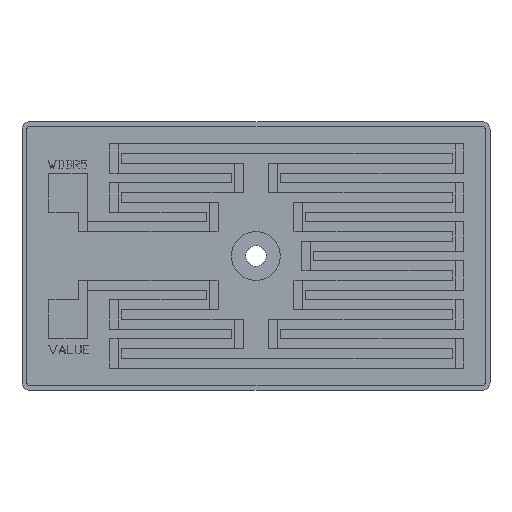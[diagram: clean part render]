
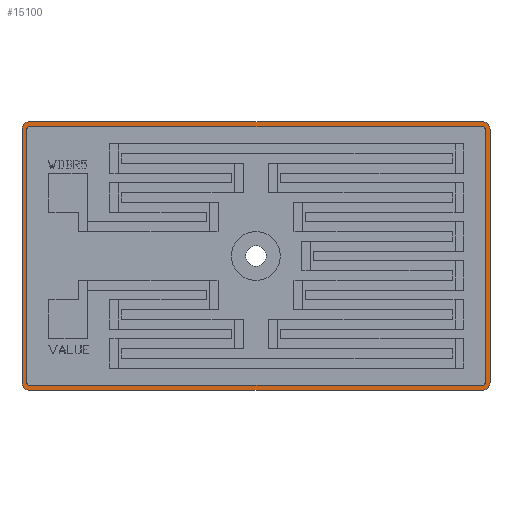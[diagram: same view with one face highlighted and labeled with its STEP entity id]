
A CAD part, top view. The second image highlights one B-rep face of the part: STEP entity #15100.
In plain terms, the highlighted planar face has unit normal (0, 0, 1).
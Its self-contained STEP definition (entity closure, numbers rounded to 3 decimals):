
#22 = ORIENTED_EDGE ( 'NONE', *, *, #2903, .T. ) ;
#416 = VERTEX_POINT ( 'NONE', #12753 ) ;
#458 = CARTESIAN_POINT ( 'NONE',  ( 63.246, 35.18, 0.9 ) ) ;
#560 = EDGE_CURVE ( 'NONE', #8334, #9165, #12329, .T. ) ;
#650 = ORIENTED_EDGE ( 'NONE', *, *, #11314, .T. ) ;
#750 = CARTESIAN_POINT ( 'NONE',  ( 65.246, 35.18, 0.9 ) ) ;
#973 = DIRECTION ( 'NONE',  ( 1., 0., 0. ) ) ;
#1132 = CARTESIAN_POINT ( 'NONE',  ( 63.246, -30.82, 0.9 ) ) ;
#1567 = VERTEX_POINT ( 'NONE', #1697 ) ;
#1599 = LINE ( 'NONE', #3739, #14249 ) ;
#1697 = CARTESIAN_POINT ( 'NONE',  ( 63.246, 35.91, 0.9 ) ) ;
#1714 = EDGE_CURVE ( 'NONE', #11035, #12811, #5064, .T. ) ;
#1977 = CIRCLE ( 'NONE', #14153, 0.73 ) ;
#2029 = EDGE_CURVE ( 'NONE', #5753, #12395, #13832, .T. ) ;
#2070 = CARTESIAN_POINT ( 'NONE',  ( -54.754, 35.18, 0.9 ) ) ;
#2183 = VECTOR ( 'NONE', #13660, 1000. ) ;
#2243 = DIRECTION ( 'NONE',  ( 1., 0., 0. ) ) ;
#2464 = CARTESIAN_POINT ( 'NONE',  ( 65.246, -30.82, 0.9 ) ) ;
#2472 = DIRECTION ( 'NONE',  ( 0., 0., 1. ) ) ;
#2588 = CARTESIAN_POINT ( 'NONE',  ( 63.246, -32.82, 0.9 ) ) ;
#2590 = VERTEX_POINT ( 'NONE', #8655 ) ;
#2600 = AXIS2_PLACEMENT_3D ( 'NONE', #458, #7696, #2876 ) ;
#2876 = DIRECTION ( 'NONE',  ( 1., 0., 0. ) ) ;
#2903 = EDGE_CURVE ( 'NONE', #416, #10413, #8529, .T. ) ;
#2978 = EDGE_LOOP ( 'NONE', ( #11916, #8055, #3499, #7887, #5673, #13341, #9066, #15016 ) ) ;
#3245 = DIRECTION ( 'NONE',  ( 0., 0., 1. ) ) ;
#3499 = ORIENTED_EDGE ( 'NONE', *, *, #560, .F. ) ;
#3522 = DIRECTION ( 'NONE',  ( 1., 0., 0. ) ) ;
#3718 = LINE ( 'NONE', #8791, #2183 ) ;
#3739 = CARTESIAN_POINT ( 'NONE',  ( -54.754, 37.18, 0.9 ) ) ;
#3835 = DIRECTION ( 'NONE',  ( -1., 0., 0. ) ) ;
#4034 = VERTEX_POINT ( 'NONE', #2588 ) ;
#4116 = VECTOR ( 'NONE', #5241, 1000. ) ;
#4585 = DIRECTION ( 'NONE',  ( 0., 0., 1. ) ) ;
#4595 = DIRECTION ( 'NONE',  ( 0., 0., 1. ) ) ;
#4701 = EDGE_CURVE ( 'NONE', #6510, #1567, #13727, .T. ) ;
#4719 = CARTESIAN_POINT ( 'NONE',  ( 63.976, 35.18, 0.9 ) ) ;
#4781 = ORIENTED_EDGE ( 'NONE', *, *, #8996, .T. ) ;
#4840 = CARTESIAN_POINT ( 'NONE',  ( 63.246, -31.55, 0.9 ) ) ;
#4862 = DIRECTION ( 'NONE',  ( 0., 0., 1. ) ) ;
#5064 = LINE ( 'NONE', #12614, #4116 ) ;
#5197 = VECTOR ( 'NONE', #5333, 1000. ) ;
#5241 = DIRECTION ( 'NONE',  ( 0., 1., 0. ) ) ;
#5333 = DIRECTION ( 'NONE',  ( 0., -1., 0. ) ) ;
#5383 = DIRECTION ( 'NONE',  ( -1., 0., 0. ) ) ;
#5407 = VECTOR ( 'NONE', #3522, 1000. ) ;
#5502 = CARTESIAN_POINT ( 'NONE',  ( -54.754, -31.55, 0.9 ) ) ;
#5673 = ORIENTED_EDGE ( 'NONE', *, *, #6284, .F. ) ;
#5684 = CARTESIAN_POINT ( 'NONE',  ( 63.246, 35.18, 0.9 ) ) ;
#5753 = VERTEX_POINT ( 'NONE', #15211 ) ;
#5889 = CARTESIAN_POINT ( 'NONE',  ( -54.754, -32.82, 0.9 ) ) ;
#6100 = EDGE_CURVE ( 'NONE', #12395, #416, #10768, .T. ) ;
#6202 = AXIS2_PLACEMENT_3D ( 'NONE', #6565, #10139, #12747 ) ;
#6284 = EDGE_CURVE ( 'NONE', #13197, #11894, #14972, .T. ) ;
#6510 = VERTEX_POINT ( 'NONE', #4719 ) ;
#6565 = CARTESIAN_POINT ( 'NONE',  ( 63.246, -30.82, 0.9 ) ) ;
#6586 = CARTESIAN_POINT ( 'NONE',  ( 63.246, 37.18, 0.9 ) ) ;
#6595 = CARTESIAN_POINT ( 'NONE',  ( 63.246, 35.18, 0.9 ) ) ;
#6644 = DIRECTION ( 'NONE',  ( 1., 0., 0. ) ) ;
#6707 = CARTESIAN_POINT ( 'NONE',  ( -54.754, 35.91, 0.9 ) ) ;
#6709 = CIRCLE ( 'NONE', #2600, 2. ) ;
#6756 = CIRCLE ( 'NONE', #12735, 0.73 ) ;
#6950 = VERTEX_POINT ( 'NONE', #9375 ) ;
#6958 = DIRECTION ( 'NONE',  ( 1., 0., 0. ) ) ;
#7020 = EDGE_CURVE ( 'NONE', #11894, #8334, #8582, .T. ) ;
#7044 = AXIS2_PLACEMENT_3D ( 'NONE', #6595, #13986, #6644 ) ;
#7210 = ORIENTED_EDGE ( 'NONE', *, *, #2029, .T. ) ;
#7266 = CIRCLE ( 'NONE', #6202, 2. ) ;
#7489 = VECTOR ( 'NONE', #13544, 1000. ) ;
#7539 = ORIENTED_EDGE ( 'NONE', *, *, #1714, .T. ) ;
#7696 = DIRECTION ( 'NONE',  ( 0., 0., 1. ) ) ;
#7798 = EDGE_CURVE ( 'NONE', #10413, #4034, #11376, .T. ) ;
#7887 = ORIENTED_EDGE ( 'NONE', *, *, #7020, .F. ) ;
#7973 = EDGE_CURVE ( 'NONE', #6950, #6510, #3718, .T. ) ;
#8039 = EDGE_LOOP ( 'NONE', ( #650, #14482, #7210, #10510, #22, #10933, #4781, #7539 ) ) ;
#8055 = ORIENTED_EDGE ( 'NONE', *, *, #11037, .F. ) ;
#8161 = CARTESIAN_POINT ( 'NONE',  ( -54.754, -32.82, 0.9 ) ) ;
#8334 = VERTEX_POINT ( 'NONE', #5502 ) ;
#8426 = EDGE_CURVE ( 'NONE', #1567, #2590, #8498, .T. ) ;
#8498 = LINE ( 'NONE', #6707, #12314 ) ;
#8529 = CIRCLE ( 'NONE', #11625, 2. ) ;
#8575 = CARTESIAN_POINT ( 'NONE',  ( -54.754, 35.18, 0.9 ) ) ;
#8582 = CIRCLE ( 'NONE', #8844, 0.73 ) ;
#8655 = CARTESIAN_POINT ( 'NONE',  ( -54.754, 35.91, 0.9 ) ) ;
#8791 = CARTESIAN_POINT ( 'NONE',  ( 63.976, 35.18, 0.9 ) ) ;
#8844 = AXIS2_PLACEMENT_3D ( 'NONE', #13094, #4595, #973 ) ;
#8996 = EDGE_CURVE ( 'NONE', #4034, #11035, #7266, .T. ) ;
#9066 = ORIENTED_EDGE ( 'NONE', *, *, #8426, .F. ) ;
#9165 = VERTEX_POINT ( 'NONE', #10592 ) ;
#9375 = CARTESIAN_POINT ( 'NONE',  ( 63.976, -30.82, 0.9 ) ) ;
#10139 = DIRECTION ( 'NONE',  ( 0., 0., 1. ) ) ;
#10229 = AXIS2_PLACEMENT_3D ( 'NONE', #8575, #2472, #10961 ) ;
#10287 = CARTESIAN_POINT ( 'NONE',  ( -55.484, -30.82, 0.9 ) ) ;
#10413 = VERTEX_POINT ( 'NONE', #5889 ) ;
#10510 = ORIENTED_EDGE ( 'NONE', *, *, #6100, .T. ) ;
#10592 = CARTESIAN_POINT ( 'NONE',  ( 63.246, -31.55, 0.9 ) ) ;
#10768 = LINE ( 'NONE', #13649, #7489 ) ;
#10933 = ORIENTED_EDGE ( 'NONE', *, *, #7798, .T. ) ;
#10961 = DIRECTION ( 'NONE',  ( 1., 0., 0. ) ) ;
#11035 = VERTEX_POINT ( 'NONE', #2464 ) ;
#11037 = EDGE_CURVE ( 'NONE', #9165, #6950, #1977, .T. ) ;
#11310 = VERTEX_POINT ( 'NONE', #6586 ) ;
#11314 = EDGE_CURVE ( 'NONE', #12811, #11310, #6709, .T. ) ;
#11376 = LINE ( 'NONE', #8161, #14067 ) ;
#11496 = CARTESIAN_POINT ( 'NONE',  ( -55.484, -30.82, 0.9 ) ) ;
#11625 = AXIS2_PLACEMENT_3D ( 'NONE', #11844, #4585, #13083 ) ;
#11746 = DIRECTION ( 'NONE',  ( 0., 0., 1. ) ) ;
#11820 = FACE_OUTER_BOUND ( 'NONE', #8039, .T. ) ;
#11844 = CARTESIAN_POINT ( 'NONE',  ( -54.754, -30.82, 0.9 ) ) ;
#11894 = VERTEX_POINT ( 'NONE', #11496 ) ;
#11916 = ORIENTED_EDGE ( 'NONE', *, *, #7973, .F. ) ;
#12314 = VECTOR ( 'NONE', #5383, 1000. ) ;
#12329 = LINE ( 'NONE', #4840, #5407 ) ;
#12395 = VERTEX_POINT ( 'NONE', #12420 ) ;
#12420 = CARTESIAN_POINT ( 'NONE',  ( -56.754, 35.18, 0.9 ) ) ;
#12535 = CARTESIAN_POINT ( 'NONE',  ( -55.484, 35.18, 0.9 ) ) ;
#12614 = CARTESIAN_POINT ( 'NONE',  ( 65.246, 35.18, 0.9 ) ) ;
#12735 = AXIS2_PLACEMENT_3D ( 'NONE', #2070, #3245, #6958 ) ;
#12747 = DIRECTION ( 'NONE',  ( 1., 0., 0. ) ) ;
#12753 = CARTESIAN_POINT ( 'NONE',  ( -56.754, -30.82, 0.9 ) ) ;
#12811 = VERTEX_POINT ( 'NONE', #750 ) ;
#12966 = DIRECTION ( 'NONE',  ( 1., 0., 0. ) ) ;
#13083 = DIRECTION ( 'NONE',  ( 1., 0., 0. ) ) ;
#13094 = CARTESIAN_POINT ( 'NONE',  ( -54.754, -30.82, 0.9 ) ) ;
#13131 = EDGE_CURVE ( 'NONE', #11310, #5753, #1599, .T. ) ;
#13197 = VERTEX_POINT ( 'NONE', #12535 ) ;
#13341 = ORIENTED_EDGE ( 'NONE', *, *, #15702, .F. ) ;
#13544 = DIRECTION ( 'NONE',  ( 0., -1., 0. ) ) ;
#13649 = CARTESIAN_POINT ( 'NONE',  ( -56.754, 35.18, 0.9 ) ) ;
#13660 = DIRECTION ( 'NONE',  ( 0., 1., 0. ) ) ;
#13727 = CIRCLE ( 'NONE', #7044, 0.73 ) ;
#13832 = CIRCLE ( 'NONE', #10229, 2. ) ;
#13908 = FACE_BOUND ( 'NONE', #2978, .T. ) ;
#13986 = DIRECTION ( 'NONE',  ( 0., 0., 1. ) ) ;
#14067 = VECTOR ( 'NONE', #2243, 1000. ) ;
#14153 = AXIS2_PLACEMENT_3D ( 'NONE', #1132, #4862, #15746 ) ;
#14207 = PLANE ( 'NONE',  #15277 ) ;
#14249 = VECTOR ( 'NONE', #3835, 1000. ) ;
#14482 = ORIENTED_EDGE ( 'NONE', *, *, #13131, .T. ) ;
#14972 = LINE ( 'NONE', #10287, #5197 ) ;
#15016 = ORIENTED_EDGE ( 'NONE', *, *, #4701, .F. ) ;
#15100 = ADVANCED_FACE ( 'NONE', ( #13908, #11820 ), #14207, .T. ) ;
#15211 = CARTESIAN_POINT ( 'NONE',  ( -54.754, 37.18, 0.9 ) ) ;
#15277 = AXIS2_PLACEMENT_3D ( 'NONE', #5684, #11746, #12966 ) ;
#15702 = EDGE_CURVE ( 'NONE', #2590, #13197, #6756, .T. ) ;
#15746 = DIRECTION ( 'NONE',  ( 1., 0., 0. ) ) ;
